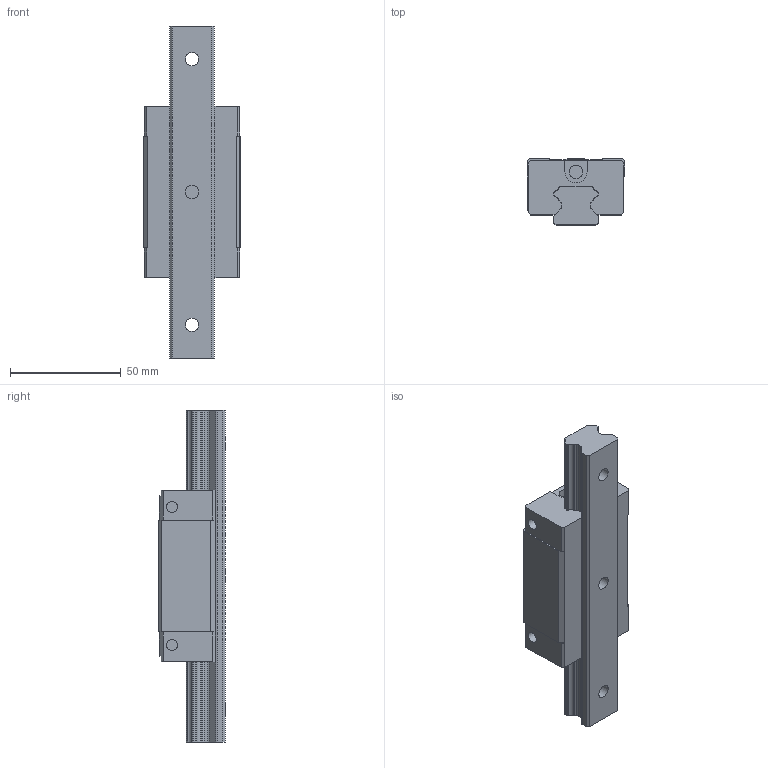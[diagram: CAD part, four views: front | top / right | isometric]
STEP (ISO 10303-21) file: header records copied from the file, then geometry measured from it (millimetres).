
FILE_DESCRIPTION(/* description */ ('STEP AP214'),/* implementation_level */ '2;1');
FILE_NAME(/* name */ 'HGH20.stp',/* time_stamp */ '2021-10-14T14:59:03+02:00',/* author */ ('leolaptop'),/* organization */ ('LINEAIRTECHNIEK'),/* preprocessor_version */ 'ST-DEVELOPER v18',/* originating_system */ 'Autodesk Inventor 2020',/* authorisation */ ' ');
FILE_SCHEMA (('CONFIG_CONTROL_DESIGN'));
Length unit declared in the file: millimetre
Products named in the file (1): HGH20
Bounding box: 44 x 30 x 150 mm (x, y, z)
Volume: 108034.8 mm3; surface area: 29032 mm2
Topology: 2 solids, 2 shells, 183 faces, 514 edges, 352 vertices
Faces by surface type: plane 117, cylinder 66
Full cylindrical faces by diameter (mm): 5 x8, 6 x5, 7.3 x2, 9.5 x3
Entity records: 6090 total; most frequent: CARTESIAN_POINT 1070, DIRECTION 1046, ORIENTED_EDGE 1028, EDGE_CURVE 514, VERTEX_POINT 352, AXIS2_PLACEMENT_3D 352, LINE 342, VECTOR 342
